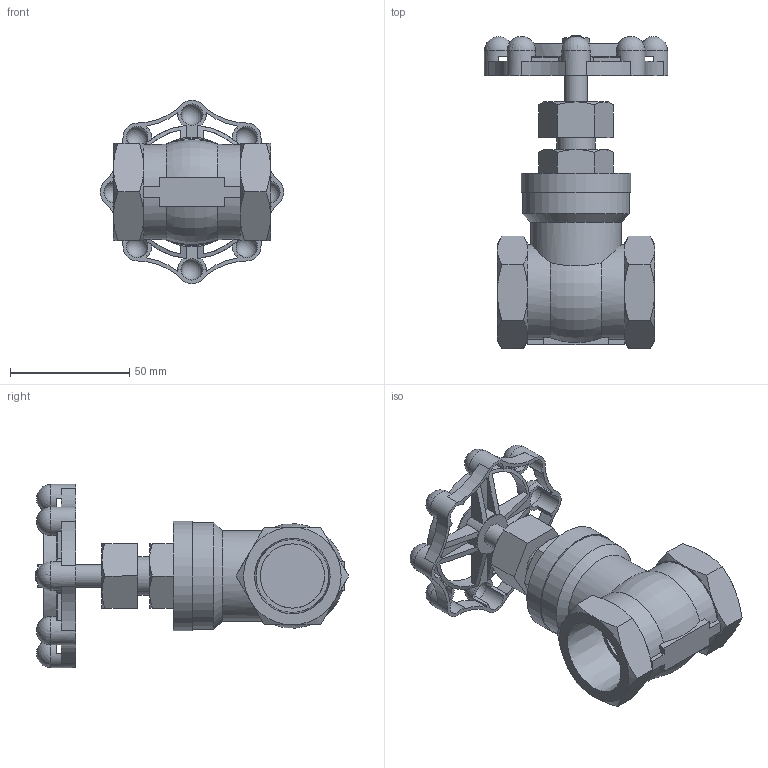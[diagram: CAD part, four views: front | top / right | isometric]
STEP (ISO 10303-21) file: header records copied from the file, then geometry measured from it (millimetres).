
FILE_DESCRIPTION(/* description */ ('Unknown'),/* implementation_level */ '2;1');
FILE_NAME(/* name */ 'GT-200-DN25(L=66)',/* time_stamp */ '2021-03-09T17:00:12+08:00',/* author */ ('Unknown'),/* organization */ ('Unknown'),/* preprocessor_version */ 'ST-DEVELOPER v16.7',/* originating_system */ 'DEX',/* authorisation */ $);
FILE_SCHEMA (('AUTOMOTIVE_DESIGN {1 0 10303 214 3 1 1}'));
Length unit declared in the file: millimetre
Products named in the file (1): GT-200-DN25
Bounding box: 77 x 131.67 x 77 mm (x, y, z)
Volume: 128030.2 mm3; surface area: 40279.7 mm2
Topology: 1 solids, 1 shells, 289 faces, 840 edges, 519 vertices
Faces by surface type: plane 137, cone 56, cylinder 55, bspline 23, sphere 16, torus 2
Full cylindrical faces by diameter (mm): 5 x1, 9 x8, 9.5 x1, 16 x1, 18 x1, 26 x1, 27 x2, 38 x1, 45 x1, 46 x1, 53 x1
Entity records: 10433 total; most frequent: CARTESIAN_POINT 3452, ORIENTED_EDGE 1504, DIRECTION 1373, EDGE_CURVE 752, AXIS2_PLACEMENT_3D 542, VERTEX_POINT 487, EDGE_LOOP 335, FACE_BOUND 335
